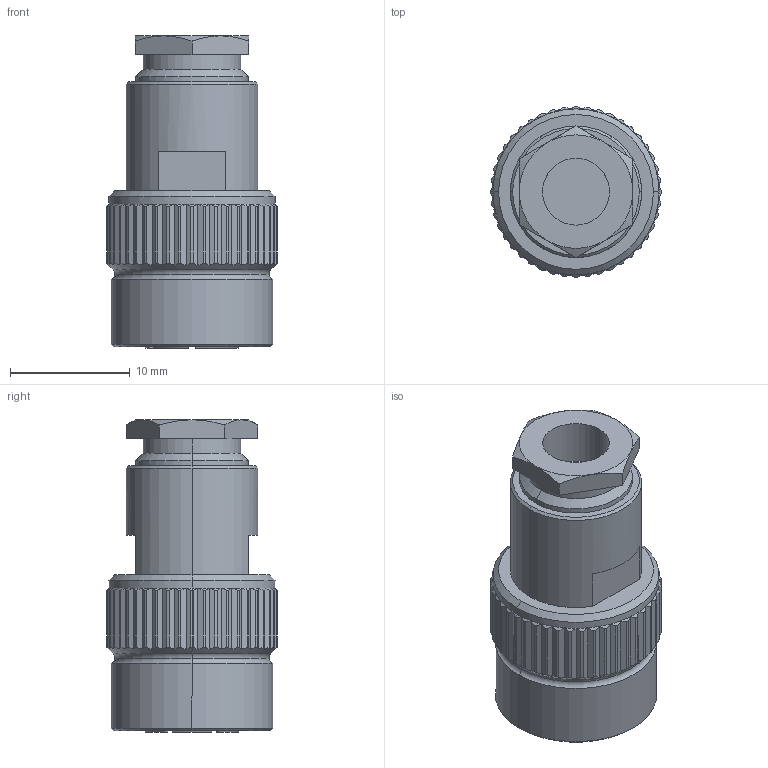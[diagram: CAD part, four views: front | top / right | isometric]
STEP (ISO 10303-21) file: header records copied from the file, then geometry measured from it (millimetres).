
FILE_DESCRIPTION (( 'STEP AP203' ), '1' );
FILE_NAME ('R143.007.161B.STEP', '2014-12-22T10:14:45', ( '' ), ( '' ), 'SwSTEP 2.0', 'SolidWorks 2014', '' );
FILE_SCHEMA (( 'CONFIG_CONTROL_DESIGN' ));
Length unit declared in the file: metre
Products named in the file (1): R143.007.161B
Bounding box: 14.3 x 14.3 x 26.15 mm (x, y, z)
Volume: 2575.7 mm3; surface area: 2153.5 mm2
Topology: 1 solids, 8 shells, 378 faces, 931 edges, 579 vertices
Faces by surface type: plane 205, cylinder 81, cone 67, torus 25
Entity records: 11493 total; most frequent: CARTESIAN_POINT 2747, ORIENTED_EDGE 1858, DIRECTION 1780, EDGE_CURVE 929, AXIS2_PLACEMENT_3D 716, VERTEX_POINT 579, EDGE_LOOP 390, FACE_OUTER_BOUND 378
